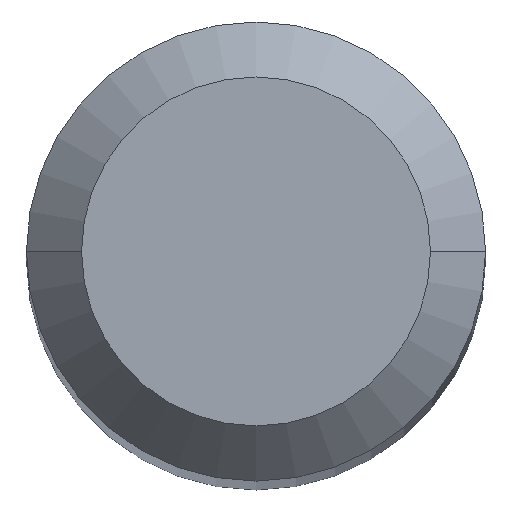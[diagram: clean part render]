
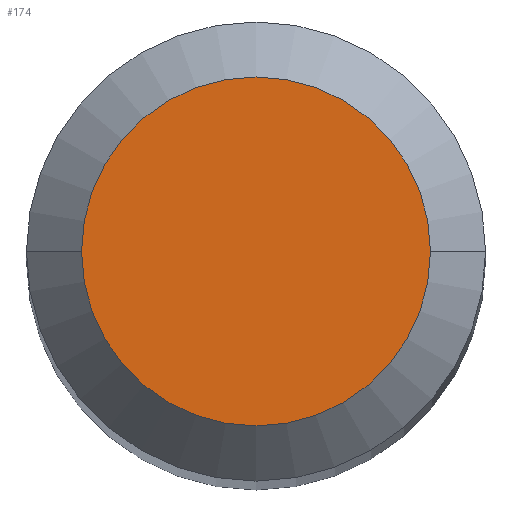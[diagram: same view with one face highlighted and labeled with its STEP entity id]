
A CAD part, top view. The second image highlights one B-rep face of the part: STEP entity #174.
In plain terms, the highlighted planar face has unit normal (0, 0, 1).
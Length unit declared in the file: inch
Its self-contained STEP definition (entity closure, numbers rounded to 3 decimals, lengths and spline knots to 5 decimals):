
#4 = EDGE_CURVE ( 'NONE', #157, #38, #229, .T. ) ;
#5 = CARTESIAN_POINT ( 'NONE',  ( -0.0475, 0., 1.5 ) ) ;
#16 = FACE_OUTER_BOUND ( 'NONE', #115, .T. ) ;
#23 = PLANE ( 'NONE',  #153 ) ;
#30 = CIRCLE ( 'NONE', #206, 0.0475 ) ;
#38 = VERTEX_POINT ( 'NONE', #5 ) ;
#62 = DIRECTION ( 'NONE',  ( 1., 0., 0. ) ) ;
#76 = DIRECTION ( 'NONE',  ( 1., 0., 0. ) ) ;
#80 = CARTESIAN_POINT ( 'NONE',  ( 0., 0., 1.5 ) ) ;
#82 = AXIS2_PLACEMENT_3D ( 'NONE', #80, #212, #227 ) ;
#85 = DIRECTION ( 'NONE',  ( 0., 0., 1. ) ) ;
#99 = CARTESIAN_POINT ( 'NONE',  ( 0., 0., 1.5 ) ) ;
#102 = DIRECTION ( 'NONE',  ( 0., 0., 1. ) ) ;
#115 = EDGE_LOOP ( 'NONE', ( #210, #242 ) ) ;
#153 = AXIS2_PLACEMENT_3D ( 'NONE', #178, #102, #62 ) ;
#157 = VERTEX_POINT ( 'NONE', #186 ) ;
#174 = ADVANCED_FACE ( 'NONE', ( #16 ), #23, .T. ) ;
#178 = CARTESIAN_POINT ( 'NONE',  ( 0., 0., 1.5 ) ) ;
#186 = CARTESIAN_POINT ( 'NONE',  ( 0.0475, 0., 1.5 ) ) ;
#206 = AXIS2_PLACEMENT_3D ( 'NONE', #99, #85, #76 ) ;
#210 = ORIENTED_EDGE ( 'NONE', *, *, #228, .T. ) ;
#212 = DIRECTION ( 'NONE',  ( 0., 0., 1. ) ) ;
#227 = DIRECTION ( 'NONE',  ( 1., 0., 0. ) ) ;
#228 = EDGE_CURVE ( 'NONE', #38, #157, #30, .T. ) ;
#229 = CIRCLE ( 'NONE', #82, 0.0475 ) ;
#242 = ORIENTED_EDGE ( 'NONE', *, *, #4, .T. ) ;
